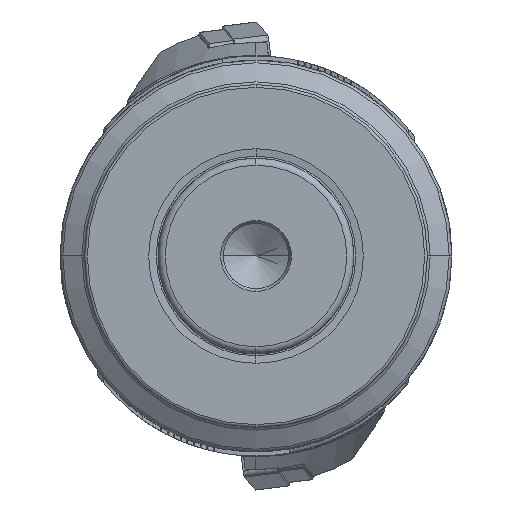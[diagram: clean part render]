
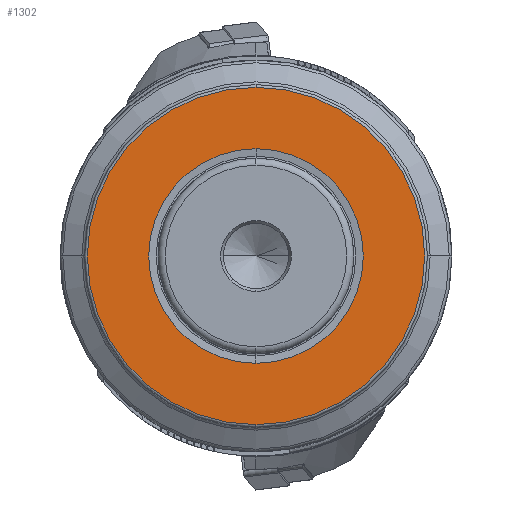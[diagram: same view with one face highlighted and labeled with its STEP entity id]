
A CAD part, left-side view. The second image highlights one B-rep face of the part: STEP entity #1302.
In plain terms, the highlighted planar face has unit normal (-1, 0, 0).
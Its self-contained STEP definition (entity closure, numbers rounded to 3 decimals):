
#424 = DIRECTION ( 'NONE',  ( 0., 0., -1. ) ) ;
#1302 = ADVANCED_FACE ( 'NONE', ( #11210, #21564 ), #2494, .F. ) ;
#1339 = VERTEX_POINT ( 'NONE', #14762 ) ;
#2294 = CARTESIAN_POINT ( 'NONE',  ( 0., 0., 31. ) ) ;
#2494 = PLANE ( 'NONE',  #21553 ) ;
#3939 = CARTESIAN_POINT ( 'NONE',  ( 0., 0., 0. ) ) ;
#4569 = CARTESIAN_POINT ( 'NONE',  ( 0., 19.715, 0. ) ) ;
#6040 = DIRECTION ( 'NONE',  ( 0., 0., 1. ) ) ;
#6051 = AXIS2_PLACEMENT_3D ( 'NONE', #8376, #22818, #10457 ) ;
#6355 = VERTEX_POINT ( 'NONE', #24816 ) ;
#6947 = DIRECTION ( 'NONE',  ( -1., 0., 0. ) ) ;
#8132 = EDGE_LOOP ( 'NONE', ( #19235, #23807 ) ) ;
#8376 = CARTESIAN_POINT ( 'NONE',  ( 0., 0., 0. ) ) ;
#8728 = DIRECTION ( 'NONE',  ( 1., 0., 0. ) ) ;
#9884 = CARTESIAN_POINT ( 'NONE',  ( 0., 0., 0. ) ) ;
#10457 = DIRECTION ( 'NONE',  ( 0., 0., 1. ) ) ;
#11210 = FACE_BOUND ( 'NONE', #16878, .T. ) ;
#11948 = DIRECTION ( 'NONE',  ( 0., 0., 1. ) ) ;
#12002 = VERTEX_POINT ( 'NONE', #23284 ) ;
#14300 = AXIS2_PLACEMENT_3D ( 'NONE', #3939, #18395, #6040 ) ;
#14762 = CARTESIAN_POINT ( 'NONE',  ( 0., 0., 19.715 ) ) ;
#15923 = EDGE_CURVE ( 'NONE', #20129, #12002, #20668, .T. ) ;
#16598 = AXIS2_PLACEMENT_3D ( 'NONE', #9884, #24306, #11948 ) ;
#16878 = EDGE_LOOP ( 'NONE', ( #24401, #17658 ) ) ;
#17658 = ORIENTED_EDGE ( 'NONE', *, *, #25406, .F. ) ;
#17688 = CIRCLE ( 'NONE', #19874, 19.715 ) ;
#18395 = DIRECTION ( 'NONE',  ( -1., 0., 0. ) ) ;
#19235 = ORIENTED_EDGE ( 'NONE', *, *, #15923, .T. ) ;
#19300 = CARTESIAN_POINT ( 'NONE',  ( 0., 0., 0. ) ) ;
#19874 = AXIS2_PLACEMENT_3D ( 'NONE', #19300, #6947, #21369 ) ;
#20129 = VERTEX_POINT ( 'NONE', #2294 ) ;
#20668 = CIRCLE ( 'NONE', #14300, 31. ) ;
#20920 = CIRCLE ( 'NONE', #6051, 31. ) ;
#21369 = DIRECTION ( 'NONE',  ( 0., 0., 1. ) ) ;
#21553 = AXIS2_PLACEMENT_3D ( 'NONE', #4569, #8728, #424 ) ;
#21564 = FACE_OUTER_BOUND ( 'NONE', #8132, .T. ) ;
#22818 = DIRECTION ( 'NONE',  ( -1., 0., 0. ) ) ;
#23284 = CARTESIAN_POINT ( 'NONE',  ( 0., 0., -31. ) ) ;
#23807 = ORIENTED_EDGE ( 'NONE', *, *, #25259, .T. ) ;
#24098 = CIRCLE ( 'NONE', #16598, 19.715 ) ;
#24306 = DIRECTION ( 'NONE',  ( -1., 0., 0. ) ) ;
#24401 = ORIENTED_EDGE ( 'NONE', *, *, #25674, .F. ) ;
#24816 = CARTESIAN_POINT ( 'NONE',  ( 0., 0., -19.715 ) ) ;
#25259 = EDGE_CURVE ( 'NONE', #12002, #20129, #20920, .T. ) ;
#25406 = EDGE_CURVE ( 'NONE', #6355, #1339, #17688, .T. ) ;
#25674 = EDGE_CURVE ( 'NONE', #1339, #6355, #24098, .T. ) ;
